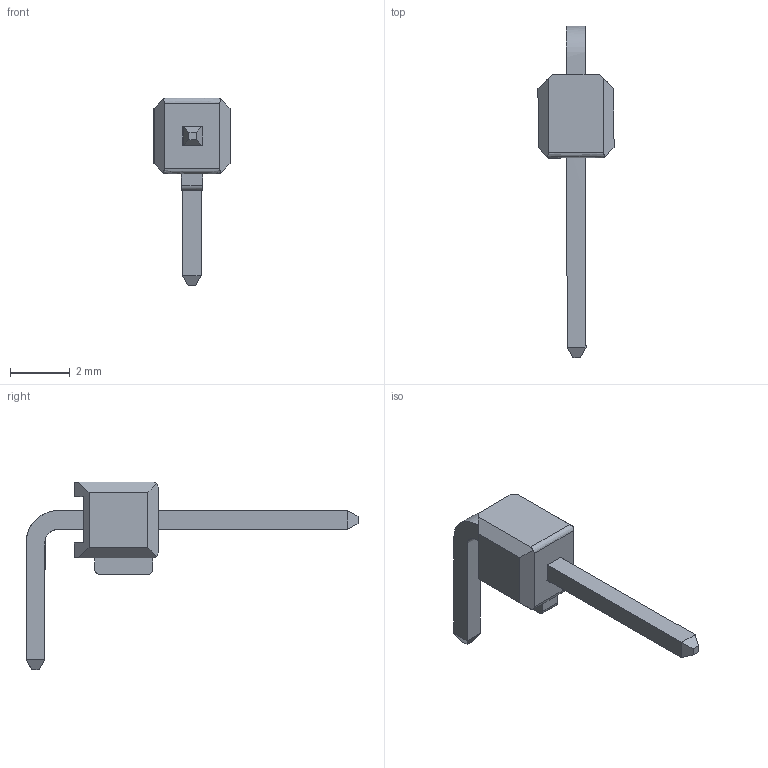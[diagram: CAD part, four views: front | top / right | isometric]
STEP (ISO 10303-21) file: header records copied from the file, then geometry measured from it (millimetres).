
FILE_DESCRIPTION(/* description */ (''),/* implementation_level */ '2;1');
FILE_NAME(/* name */ 'PINHEA~1',/* time_stamp */ '2014-06-21T13:14:04+02:00',/* author */ (''),/* organization */ (''),/* preprocessor_version */ 'ST-DEVELOPER v14',/* originating_system */ '',/* authorisation */ '');
FILE_SCHEMA (('AUTOMOTIVE_DESIGN'));
Length unit declared in the file: millimetre
Products named in the file (1): Document
Bounding box: 2.55 x 11.11 x 6.29 mm (x, y, z)
Volume: 15.5 mm3; surface area: 83.7 mm2
Topology: 1 solids, 15 shells, 45 faces, 148 edges, 121 vertices
Faces by surface type: plane 39, bspline 6
Entity records: 3472 total; most frequent: CARTESIAN_POINT 1578, B_SPLINE_CURVE_WITH_KNOTS 332, ORIENTED_EDGE 226, PCURVE 226, DEFINITIONAL_REPRESENTATION 226, SURFACE_CURVE 141, EDGE_CURVE 141, VERTEX_POINT 112
